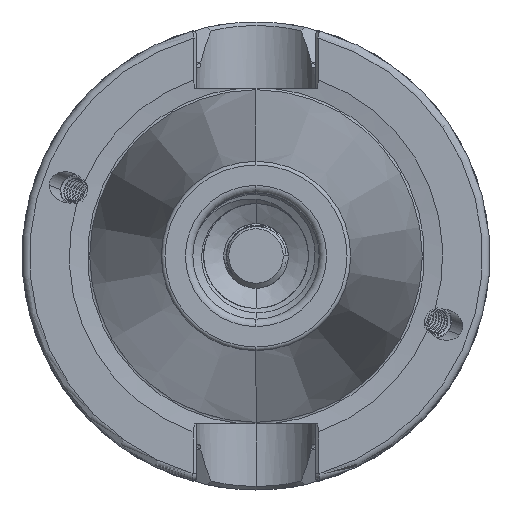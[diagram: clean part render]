
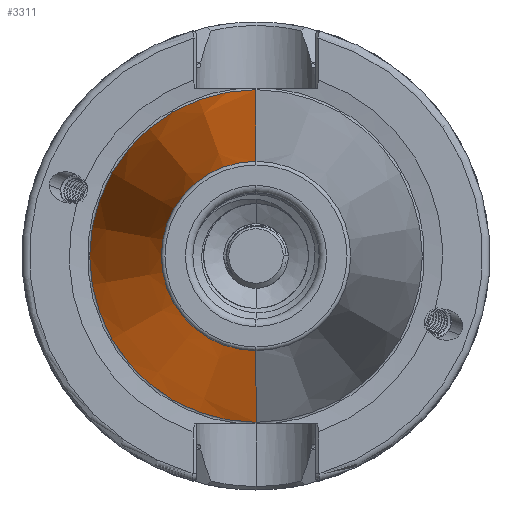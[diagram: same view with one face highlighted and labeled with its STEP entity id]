
A CAD part, left-side view. The second image highlights one B-rep face of the part: STEP entity #3311.
In plain terms, the highlighted conical face has half-angle 8.297 degrees and reference radius 22.385 mm.
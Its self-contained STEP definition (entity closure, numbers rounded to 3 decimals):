
#1250 = AXIS2_PLACEMENT_3D ( 'NONE', #14269, #14270, #14282 ) ;
#3311 = ADVANCED_FACE ( 'NONE', ( #8841 ), #8868, .T. ) ;
#3882 = EDGE_LOOP ( 'NONE', ( #11786, #11782, #11764, #11797 ) ) ;
#7299 = CARTESIAN_POINT ( 'NONE',  ( -66.972, 0., -12.75 ) ) ;
#7304 = CARTESIAN_POINT ( 'NONE',  ( -0.9, 0., 22.385 ) ) ;
#7348 = CARTESIAN_POINT ( 'NONE',  ( -0.9, 0., -22.385 ) ) ;
#7358 = CARTESIAN_POINT ( 'NONE',  ( -66.972, 0., 12.75 ) ) ;
#8841 = FACE_OUTER_BOUND ( 'NONE', #3882, .T. ) ;
#8868 = CONICAL_SURFACE ( 'NONE', #1250, 22.385, 0.145 ) ;
#9147 = CIRCLE ( 'NONE', #9935, 12.75 ) ;
#9197 = VECTOR ( 'NONE', #15960, 1000. ) ;
#9199 = LINE ( 'NONE', #15975, #9197 ) ;
#9231 = LINE ( 'NONE', #15931, #9245 ) ;
#9244 = CIRCLE ( 'NONE', #9919, 22.385 ) ;
#9245 = VECTOR ( 'NONE', #15943, 1000. ) ;
#9919 = AXIS2_PLACEMENT_3D ( 'NONE', #16075, #16060, #16048 ) ;
#9935 = AXIS2_PLACEMENT_3D ( 'NONE', #15815, #15780, #15798 ) ;
#10084 = EDGE_CURVE ( 'NONE', #19286, #19383, #9147, .T. ) ;
#10114 = EDGE_CURVE ( 'NONE', #19286, #19371, #9231, .T. ) ;
#10123 = EDGE_CURVE ( 'NONE', #19383, #19349, #9199, .T. ) ;
#10135 = EDGE_CURVE ( 'NONE', #19371, #19349, #9244, .T. ) ;
#11764 = ORIENTED_EDGE ( 'NONE', *, *, #10135, .F. ) ;
#11782 = ORIENTED_EDGE ( 'NONE', *, *, #10123, .T. ) ;
#11786 = ORIENTED_EDGE ( 'NONE', *, *, #10084, .T. ) ;
#11797 = ORIENTED_EDGE ( 'NONE', *, *, #10114, .F. ) ;
#14269 = CARTESIAN_POINT ( 'NONE',  ( -0.9, 0., 0. ) ) ;
#14270 = DIRECTION ( 'NONE',  ( 1., 0., 0. ) ) ;
#14282 = DIRECTION ( 'NONE',  ( 0., 0., -1. ) ) ;
#15780 = DIRECTION ( 'NONE',  ( 1., 0., 0. ) ) ;
#15798 = DIRECTION ( 'NONE',  ( 0., 0., -1. ) ) ;
#15815 = CARTESIAN_POINT ( 'NONE',  ( -66.972, 0., 0. ) ) ;
#15931 = CARTESIAN_POINT ( 'NONE',  ( -0.9, 0., -22.385 ) ) ;
#15943 = DIRECTION ( 'NONE',  ( 0.99, 0., -0.144 ) ) ;
#15960 = DIRECTION ( 'NONE',  ( 0.99, 0., 0.144 ) ) ;
#15975 = CARTESIAN_POINT ( 'NONE',  ( -0.9, 0., 22.385 ) ) ;
#16048 = DIRECTION ( 'NONE',  ( 0., 0., -1. ) ) ;
#16060 = DIRECTION ( 'NONE',  ( 1., 0., 0. ) ) ;
#16075 = CARTESIAN_POINT ( 'NONE',  ( -0.9, 0., 0. ) ) ;
#19286 = VERTEX_POINT ( 'NONE', #7299 ) ;
#19349 = VERTEX_POINT ( 'NONE', #7304 ) ;
#19371 = VERTEX_POINT ( 'NONE', #7348 ) ;
#19383 = VERTEX_POINT ( 'NONE', #7358 ) ;
